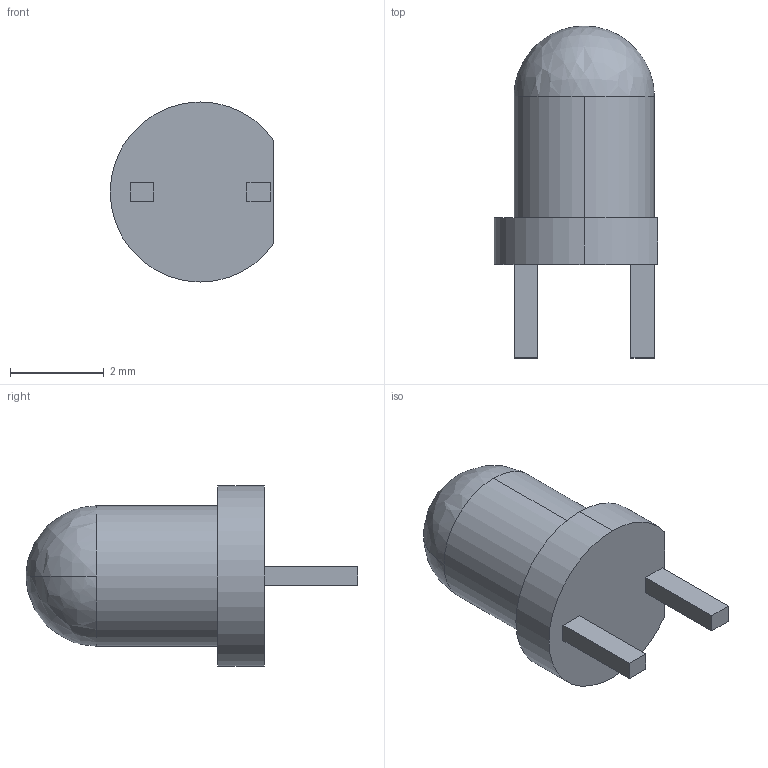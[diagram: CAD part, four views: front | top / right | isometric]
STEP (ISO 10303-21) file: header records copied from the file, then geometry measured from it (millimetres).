
FILE_DESCRIPTION (( 'STEP AP214' ), '1' );
FILE_NAME ('楷扞奪.STEP', '2024-01-31T08:19:36', ( '' ), ( '' ), 'SwSTEP 2.0', 'SolidWorks 2016', '' );
FILE_SCHEMA (( 'AUTOMOTIVE_DESIGN' ));
Length unit declared in the file: millimetre
Products named in the file (1): 楷扞奪
Bounding box: 3.5 x 7.1 x 3.85 mm (x, y, z)
Volume: 37.4 mm3; surface area: 73 mm2
Topology: 1 solids, 1 shells, 20 faces, 49 edges, 30 vertices
Faces by surface type: plane 13, cylinder 5, bspline 2
Entity records: 618 total; most frequent: CARTESIAN_POINT 126, DIRECTION 96, ORIENTED_EDGE 90, EDGE_CURVE 45, LINE 32, VECTOR 32, AXIS2_PLACEMENT_3D 32, VERTEX_POINT 30
